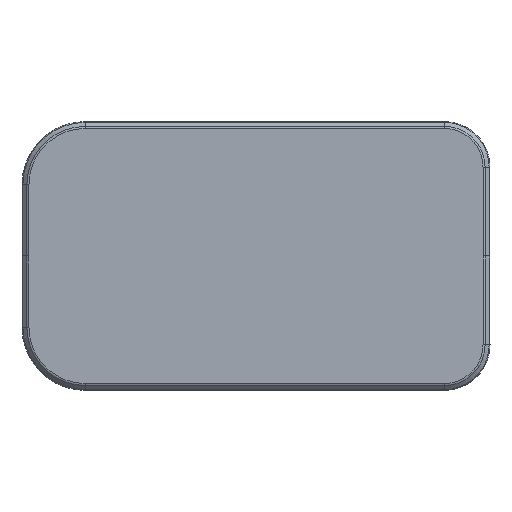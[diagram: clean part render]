
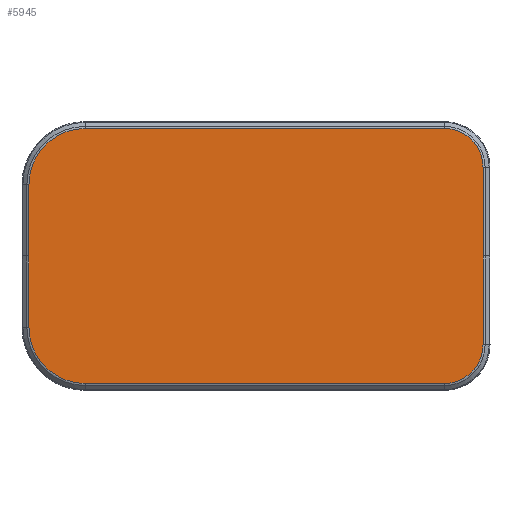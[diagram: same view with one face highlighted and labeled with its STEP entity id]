
A CAD part, top view. The second image highlights one B-rep face of the part: STEP entity #5945.
In plain terms, the highlighted planar face has unit normal (0, 0, 1).
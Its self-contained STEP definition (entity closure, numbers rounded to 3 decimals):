
#194=PLANE('',#6547);
#491=FACE_OUTER_BOUND('',#874,.T.);
#874=EDGE_LOOP('',(#4982,#4983,#4984,#4985,#4986,#4987,#4988,#4989,#4990,
#4991));
#1396=LINE('',#10260,#1907);
#1397=LINE('',#10269,#1908);
#1398=LINE('',#10276,#1909);
#1399=LINE('',#10280,#1910);
#1400=LINE('',#10284,#1911);
#1401=LINE('',#10287,#1912);
#1907=VECTOR('',#8068,124.5);
#1908=VECTOR('',#8081,627.5);
#1909=VECTOR('',#8090,155.);
#1910=VECTOR('',#8095,155.);
#1911=VECTOR('',#8098,627.5);
#1912=VECTOR('',#8101,124.5);
#2256=CIRCLE('',#6539,98.429);
#2259=CIRCLE('',#6544,67.929);
#2261=CIRCLE('',#6548,67.929);
#2262=CIRCLE('',#6549,98.429);
#2800=VERTEX_POINT('',#10257);
#2801=VERTEX_POINT('',#10259);
#2802=VERTEX_POINT('',#10263);
#2803=VERTEX_POINT('',#10267);
#2804=VERTEX_POINT('',#10271);
#2805=VERTEX_POINT('',#10275);
#2806=VERTEX_POINT('',#10279);
#2807=VERTEX_POINT('',#10281);
#2808=VERTEX_POINT('',#10283);
#2809=VERTEX_POINT('',#10285);
#3543=EDGE_CURVE('',#2801,#2800,#1396,.F.);
#3546=EDGE_CURVE('',#2800,#2802,#2256,.F.);
#3548=EDGE_CURVE('',#2802,#2803,#1397,.F.);
#3550=EDGE_CURVE('',#2803,#2804,#2259,.F.);
#3551=EDGE_CURVE('',#2804,#2805,#1398,.F.);
#3553=EDGE_CURVE('',#2805,#2806,#1399,.T.);
#3554=EDGE_CURVE('',#2806,#2807,#2261,.T.);
#3555=EDGE_CURVE('',#2807,#2808,#1400,.T.);
#3556=EDGE_CURVE('',#2808,#2809,#2262,.T.);
#3557=EDGE_CURVE('',#2809,#2801,#1401,.T.);
#4982=ORIENTED_EDGE('',*,*,#3543,.T.);
#4983=ORIENTED_EDGE('',*,*,#3546,.T.);
#4984=ORIENTED_EDGE('',*,*,#3548,.T.);
#4985=ORIENTED_EDGE('',*,*,#3550,.T.);
#4986=ORIENTED_EDGE('',*,*,#3551,.T.);
#4987=ORIENTED_EDGE('',*,*,#3553,.T.);
#4988=ORIENTED_EDGE('',*,*,#3554,.T.);
#4989=ORIENTED_EDGE('',*,*,#3555,.T.);
#4990=ORIENTED_EDGE('',*,*,#3556,.T.);
#4991=ORIENTED_EDGE('',*,*,#3557,.T.);
#5945=ADVANCED_FACE('',(#491),#194,.T.);
#6539=AXIS2_PLACEMENT_3D('',#10265,#8075,#8076);
#6544=AXIS2_PLACEMENT_3D('',#10273,#8086,#8087);
#6547=AXIS2_PLACEMENT_3D('',#10278,#8093,#8094);
#6548=AXIS2_PLACEMENT_3D('',#10282,#8096,#8097);
#6549=AXIS2_PLACEMENT_3D('',#10286,#8099,#8100);
#8068=DIRECTION('',(0.,1.,0.));
#8075=DIRECTION('center_axis',(0.,0.,-1.));
#8076=DIRECTION('ref_axis',(0.,-1.,0.));
#8081=DIRECTION('',(-1.,0.,0.));
#8086=DIRECTION('center_axis',(0.,0.,-1.));
#8087=DIRECTION('ref_axis',(1.,0.,0.));
#8090=DIRECTION('',(0.,-1.,0.));
#8093=DIRECTION('center_axis',(0.,0.,1.));
#8094=DIRECTION('ref_axis',(1.,0.,0.));
#8095=DIRECTION('',(0.,1.,0.));
#8096=DIRECTION('center_axis',(0.,0.,1.));
#8097=DIRECTION('ref_axis',(1.,0.,0.));
#8098=DIRECTION('',(-1.,0.,0.));
#8099=DIRECTION('center_axis',(0.,0.,1.));
#8100=DIRECTION('ref_axis',(0.,1.,0.));
#8101=DIRECTION('',(0.,-1.,0.));
#10257=CARTESIAN_POINT('',(-410.429,-124.5,430.5));
#10259=CARTESIAN_POINT('',(-410.429,0.,430.5));
#10260=CARTESIAN_POINT('',(-410.429,-124.5,430.5));
#10263=CARTESIAN_POINT('',(-312.,-222.929,430.5));
#10265=CARTESIAN_POINT('Origin',(-312.,-124.5,430.5));
#10267=CARTESIAN_POINT('',(315.5,-222.929,430.5));
#10269=CARTESIAN_POINT('',(315.5,-222.929,430.5));
#10271=CARTESIAN_POINT('',(383.429,-155.,430.5));
#10273=CARTESIAN_POINT('Origin',(315.5,-155.,430.5));
#10275=CARTESIAN_POINT('',(383.429,0.,430.5));
#10276=CARTESIAN_POINT('',(383.429,0.,430.5));
#10278=CARTESIAN_POINT('Origin',(-13.5,0.,
430.5));
#10279=CARTESIAN_POINT('',(383.429,155.,430.5));
#10280=CARTESIAN_POINT('',(383.429,0.,430.5));
#10281=CARTESIAN_POINT('',(315.5,222.929,430.5));
#10282=CARTESIAN_POINT('Origin',(315.5,155.,430.5));
#10283=CARTESIAN_POINT('',(-312.,222.929,430.5));
#10284=CARTESIAN_POINT('',(315.5,222.929,430.5));
#10285=CARTESIAN_POINT('',(-410.429,124.5,430.5));
#10286=CARTESIAN_POINT('Origin',(-312.,124.5,430.5));
#10287=CARTESIAN_POINT('',(-410.429,124.5,430.5));
